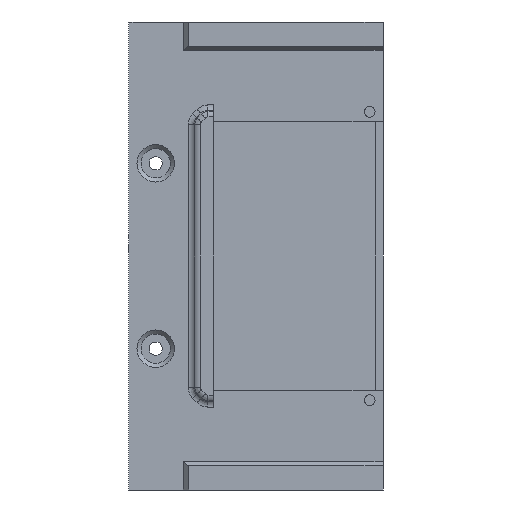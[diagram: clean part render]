
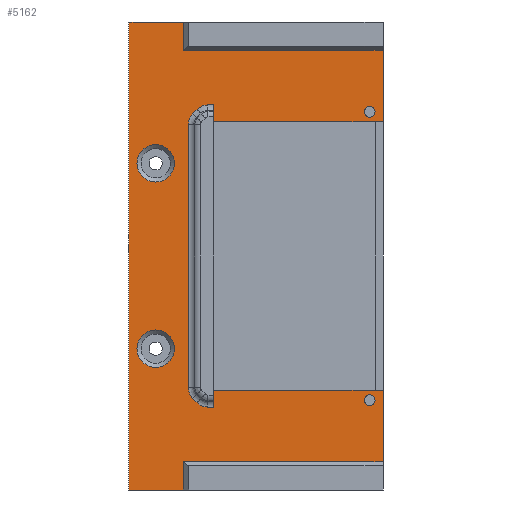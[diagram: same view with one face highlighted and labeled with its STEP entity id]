
A CAD part, left-side view. The second image highlights one B-rep face of the part: STEP entity #5162.
In plain terms, the highlighted planar face has unit normal (-1, 0, 0).
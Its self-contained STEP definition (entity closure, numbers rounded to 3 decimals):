
#34=FACE_BOUND('',#796,.T.);
#35=FACE_BOUND('',#797,.T.);
#36=FACE_BOUND('',#798,.T.);
#37=FACE_BOUND('',#799,.T.);
#93=PLANE('',#5565);
#275=ELLIPSE('',#5566,8.831,6.968);
#276=ELLIPSE('',#5567,8.831,6.968);
#277=ELLIPSE('',#5568,8.831,6.968);
#278=ELLIPSE('',#5569,8.831,6.968);
#498=FACE_OUTER_BOUND('',#795,.T.);
#795=EDGE_LOOP('',(#3959,#3960,#3961,#3962,#3963,#3964,#3965,#3966,#3967,
#3968,#3969,#3970,#3971,#3972,#3973,#3974,#3975,#3976,#3977,#3978,#3979,
#3980));
#796=EDGE_LOOP('',(#3981));
#797=EDGE_LOOP('',(#3982));
#798=EDGE_LOOP('',(#3983));
#799=EDGE_LOOP('',(#3984));
#1147=LINE('',#8213,#1653);
#1154=LINE('',#8227,#1660);
#1207=LINE('',#8347,#1713);
#1220=LINE('',#8373,#1726);
#1221=LINE('',#8375,#1727);
#1223=LINE('',#8380,#1729);
#1224=LINE('',#8381,#1730);
#1225=LINE('',#8383,#1731);
#1226=LINE('',#8385,#1732);
#1227=LINE('',#8387,#1733);
#1228=LINE('',#8388,#1734);
#1229=LINE('',#8390,#1735);
#1230=LINE('',#8391,#1736);
#1231=LINE('',#8393,#1737);
#1232=LINE('',#8395,#1738);
#1233=LINE('',#8399,#1739);
#1234=LINE('',#8403,#1740);
#1235=LINE('',#8407,#1741);
#1653=VECTOR('',#6353,1000.);
#1660=VECTOR('',#6364,1000.);
#1713=VECTOR('',#6479,1000.);
#1726=VECTOR('',#6498,1000.);
#1727=VECTOR('',#6499,1000.);
#1729=VECTOR('',#6503,1000.);
#1730=VECTOR('',#6504,1000.);
#1731=VECTOR('',#6505,1000.);
#1732=VECTOR('',#6506,1000.);
#1733=VECTOR('',#6507,1000.);
#1734=VECTOR('',#6508,1000.);
#1735=VECTOR('',#6509,1000.);
#1736=VECTOR('',#6510,1000.);
#1737=VECTOR('',#6511,1000.);
#1738=VECTOR('',#6512,1000.);
#1739=VECTOR('',#6515,1000.);
#1740=VECTOR('',#6518,1000.);
#1741=VECTOR('',#6521,1000.);
#2003=CIRCLE('',#5366,2.);
#2004=CIRCLE('',#5368,2.);
#2020=CIRCLE('',#5391,7.);
#2022=CIRCLE('',#5394,7.);
#2105=VERTEX_POINT('',#7371);
#2106=VERTEX_POINT('',#7375);
#2122=VERTEX_POINT('',#7421);
#2124=VERTEX_POINT('',#7427);
#2332=VERTEX_POINT('',#8210);
#2333=VERTEX_POINT('',#8212);
#2337=VERTEX_POINT('',#8224);
#2338=VERTEX_POINT('',#8226);
#2373=VERTEX_POINT('',#8344);
#2374=VERTEX_POINT('',#8346);
#2384=VERTEX_POINT('',#8371);
#2385=VERTEX_POINT('',#8374);
#2386=VERTEX_POINT('',#8378);
#2387=VERTEX_POINT('',#8379);
#2388=VERTEX_POINT('',#8382);
#2389=VERTEX_POINT('',#8384);
#2390=VERTEX_POINT('',#8386);
#2391=VERTEX_POINT('',#8389);
#2392=VERTEX_POINT('',#8392);
#2393=VERTEX_POINT('',#8394);
#2394=VERTEX_POINT('',#8396);
#2395=VERTEX_POINT('',#8398);
#2396=VERTEX_POINT('',#8400);
#2397=VERTEX_POINT('',#8402);
#2398=VERTEX_POINT('',#8404);
#2399=VERTEX_POINT('',#8406);
#2610=EDGE_CURVE('',#2105,#2105,#2003,.T.);
#2611=EDGE_CURVE('',#2106,#2106,#2004,.T.);
#2635=EDGE_CURVE('',#2122,#2122,#2020,.T.);
#2638=EDGE_CURVE('',#2124,#2124,#2022,.T.);
#2892=EDGE_CURVE('',#2332,#2333,#1147,.T.);
#2899=EDGE_CURVE('',#2338,#2337,#1154,.T.);
#2960=EDGE_CURVE('',#2374,#2373,#1207,.T.);
#2973=EDGE_CURVE('',#2384,#2337,#1220,.T.);
#2974=EDGE_CURVE('',#2333,#2385,#1221,.T.);
#2976=EDGE_CURVE('',#2386,#2387,#1223,.T.);
#2977=EDGE_CURVE('',#2387,#2338,#1224,.T.);
#2978=EDGE_CURVE('',#2384,#2388,#1225,.T.);
#2979=EDGE_CURVE('',#2388,#2389,#1226,.T.);
#2980=EDGE_CURVE('',#2389,#2390,#1227,.T.);
#2981=EDGE_CURVE('',#2390,#2374,#1228,.T.);
#2982=EDGE_CURVE('',#2373,#2391,#1229,.T.);
#2983=EDGE_CURVE('',#2391,#2385,#1230,.T.);
#2984=EDGE_CURVE('',#2332,#2392,#1231,.T.);
#2985=EDGE_CURVE('',#2392,#2393,#1232,.T.);
#2986=EDGE_CURVE('',#2393,#2394,#275,.T.);
#2987=EDGE_CURVE('',#2394,#2395,#1233,.T.);
#2988=EDGE_CURVE('',#2395,#2396,#276,.T.);
#2989=EDGE_CURVE('',#2396,#2397,#1234,.T.);
#2990=EDGE_CURVE('',#2397,#2398,#277,.T.);
#2991=EDGE_CURVE('',#2398,#2399,#1235,.T.);
#2992=EDGE_CURVE('',#2399,#2386,#278,.T.);
#3959=ORIENTED_EDGE('',*,*,#2976,.T.);
#3960=ORIENTED_EDGE('',*,*,#2977,.T.);
#3961=ORIENTED_EDGE('',*,*,#2899,.T.);
#3962=ORIENTED_EDGE('',*,*,#2973,.F.);
#3963=ORIENTED_EDGE('',*,*,#2978,.T.);
#3964=ORIENTED_EDGE('',*,*,#2979,.T.);
#3965=ORIENTED_EDGE('',*,*,#2980,.T.);
#3966=ORIENTED_EDGE('',*,*,#2981,.T.);
#3967=ORIENTED_EDGE('',*,*,#2960,.T.);
#3968=ORIENTED_EDGE('',*,*,#2982,.T.);
#3969=ORIENTED_EDGE('',*,*,#2983,.T.);
#3970=ORIENTED_EDGE('',*,*,#2974,.F.);
#3971=ORIENTED_EDGE('',*,*,#2892,.F.);
#3972=ORIENTED_EDGE('',*,*,#2984,.T.);
#3973=ORIENTED_EDGE('',*,*,#2985,.T.);
#3974=ORIENTED_EDGE('',*,*,#2986,.T.);
#3975=ORIENTED_EDGE('',*,*,#2987,.T.);
#3976=ORIENTED_EDGE('',*,*,#2988,.T.);
#3977=ORIENTED_EDGE('',*,*,#2989,.T.);
#3978=ORIENTED_EDGE('',*,*,#2990,.T.);
#3979=ORIENTED_EDGE('',*,*,#2991,.T.);
#3980=ORIENTED_EDGE('',*,*,#2992,.T.);
#3981=ORIENTED_EDGE('',*,*,#2635,.T.);
#3982=ORIENTED_EDGE('',*,*,#2610,.T.);
#3983=ORIENTED_EDGE('',*,*,#2611,.T.);
#3984=ORIENTED_EDGE('',*,*,#2638,.T.);
#5162=ADVANCED_FACE('',(#498,#34,#35,#36,#37),#93,.T.);
#5366=AXIS2_PLACEMENT_3D('',#7373,#5870,#5871);
#5368=AXIS2_PLACEMENT_3D('',#7376,#5874,#5875);
#5391=AXIS2_PLACEMENT_3D('',#7423,#5928,#5929);
#5394=AXIS2_PLACEMENT_3D('',#7429,#5935,#5936);
#5565=AXIS2_PLACEMENT_3D('',#8377,#6501,#6502);
#5566=AXIS2_PLACEMENT_3D('',#8397,#6513,#6514);
#5567=AXIS2_PLACEMENT_3D('',#8401,#6516,#6517);
#5568=AXIS2_PLACEMENT_3D('',#8405,#6519,#6520);
#5569=AXIS2_PLACEMENT_3D('',#8408,#6522,#6523);
#5870=DIRECTION('center_axis',(1.,0.,0.));
#5871=DIRECTION('ref_axis',(0.,0.,-1.));
#5874=DIRECTION('center_axis',(1.,0.,0.));
#5875=DIRECTION('ref_axis',(0.,0.,-1.));
#5928=DIRECTION('center_axis',(1.,0.,0.));
#5929=DIRECTION('ref_axis',(0.,0.,1.));
#5935=DIRECTION('center_axis',(1.,0.,0.));
#5936=DIRECTION('ref_axis',(0.,0.,1.));
#6353=DIRECTION('',(0.,-1.,0.));
#6364=DIRECTION('',(0.,-1.,0.));
#6479=DIRECTION('',(0.,-1.,0.));
#6498=DIRECTION('',(0.,0.,-1.));
#6499=DIRECTION('',(0.,0.,-1.));
#6501=DIRECTION('center_axis',(-1.,0.,0.));
#6502=DIRECTION('ref_axis',(0.,0.,1.));
#6503=DIRECTION('',(0.,-1.,0.));
#6504=DIRECTION('',(0.,0.,-1.));
#6505=DIRECTION('',(0.,1.,0.));
#6506=DIRECTION('',(0.,0.,1.));
#6507=DIRECTION('',(0.,1.,0.));
#6508=DIRECTION('',(0.,0.,-1.));
#6509=DIRECTION('',(0.,0.,1.));
#6510=DIRECTION('',(0.,-1.,0.));
#6511=DIRECTION('',(0.,0.,-1.));
#6512=DIRECTION('',(0.,1.,0.));
#6513=DIRECTION('center_axis',(1.,0.,0.));
#6514=DIRECTION('ref_axis',(0.,-0.383,0.924));
#6515=DIRECTION('',(0.,0.707,0.707));
#6516=DIRECTION('center_axis',(1.,0.,0.));
#6517=DIRECTION('ref_axis',(0.,-0.924,0.382));
#6518=DIRECTION('',(0.,0.,1.));
#6519=DIRECTION('center_axis',(1.,0.,0.));
#6520=DIRECTION('ref_axis',(0.,-0.924,-0.383));
#6521=DIRECTION('',(0.,-0.707,0.707));
#6522=DIRECTION('center_axis',(1.,0.,0.));
#6523=DIRECTION('ref_axis',(0.,-0.382,-0.924));
#7371=CARTESIAN_POINT('',(182.,-70.,107.559));
#7373=CARTESIAN_POINT('Origin',(182.,-70.,109.559));
#7375=CARTESIAN_POINT('',(182.,-70.,219.441));
#7376=CARTESIAN_POINT('Origin',(182.,-70.,217.441));
#7421=CARTESIAN_POINT('',(182.,10.,121.833));
#7423=CARTESIAN_POINT('Origin',(182.,10.,128.833));
#7427=CARTESIAN_POINT('',(182.,10.,191.167));
#7429=CARTESIAN_POINT('Origin',(182.,10.,198.167));
#8210=CARTESIAN_POINT('',(182.,-11.746,113.259));
#8212=CARTESIAN_POINT('',(182.,-75.,113.259));
#8213=CARTESIAN_POINT('',(182.,-8.446,113.259));
#8224=CARTESIAN_POINT('',(182.,-75.,213.741));
#8226=CARTESIAN_POINT('',(182.,-11.746,213.741));
#8227=CARTESIAN_POINT('',(182.,-8.446,213.741));
#8344=CARTESIAN_POINT('',(182.,-0.343,76.));
#8346=CARTESIAN_POINT('',(182.,20.,76.));
#8347=CARTESIAN_POINT('',(182.,10.,76.));
#8371=CARTESIAN_POINT('',(182.,-75.,240.5));
#8373=CARTESIAN_POINT('',(182.,-75.,163.5));
#8374=CARTESIAN_POINT('',(182.,-75.,86.5));
#8375=CARTESIAN_POINT('',(182.,-75.,163.5));
#8377=CARTESIAN_POINT('Origin',(182.,-75.,165.5));
#8378=CARTESIAN_POINT('',(182.,-9.446,219.984));
#8379=CARTESIAN_POINT('',(182.,-11.746,219.984));
#8380=CARTESIAN_POINT('',(182.,-75.,219.984));
#8381=CARTESIAN_POINT('',(182.,-11.746,165.5));
#8382=CARTESIAN_POINT('',(182.,-0.343,240.5));
#8383=CARTESIAN_POINT('',(182.,-75.,240.5));
#8384=CARTESIAN_POINT('',(182.,-0.343,251.));
#8385=CARTESIAN_POINT('',(182.,-0.343,165.5));
#8386=CARTESIAN_POINT('',(182.,20.,251.));
#8387=CARTESIAN_POINT('',(182.,-75.,251.));
#8388=CARTESIAN_POINT('',(182.,20.,165.5));
#8389=CARTESIAN_POINT('',(182.,-0.343,86.5));
#8390=CARTESIAN_POINT('',(182.,-0.343,165.5));
#8391=CARTESIAN_POINT('',(182.,-75.,86.5));
#8392=CARTESIAN_POINT('',(182.,-11.746,107.016));
#8393=CARTESIAN_POINT('',(182.,-11.746,165.5));
#8394=CARTESIAN_POINT('',(182.,-9.446,107.016));
#8395=CARTESIAN_POINT('',(182.,-75.,107.016));
#8396=CARTESIAN_POINT('',(182.,-5.446,108.673));
#8397=CARTESIAN_POINT('Origin',(182.,-10.659,115.599));
#8398=CARTESIAN_POINT('',(182.,-3.86,110.259));
#8399=CARTESIAN_POINT('',(182.,-5.446,108.673));
#8400=CARTESIAN_POINT('',(182.,-2.203,114.259));
#8401=CARTESIAN_POINT('Origin',(182.,-10.787,115.469));
#8402=CARTESIAN_POINT('',(182.,-2.203,212.741));
#8403=CARTESIAN_POINT('',(182.,-2.203,165.5));
#8404=CARTESIAN_POINT('',(182.,-3.86,216.741));
#8405=CARTESIAN_POINT('Origin',(182.,-10.786,211.528));
#8406=CARTESIAN_POINT('',(182.,-5.446,218.327));
#8407=CARTESIAN_POINT('',(182.,-3.86,216.741));
#8408=CARTESIAN_POINT('Origin',(182.,-10.656,211.4));
